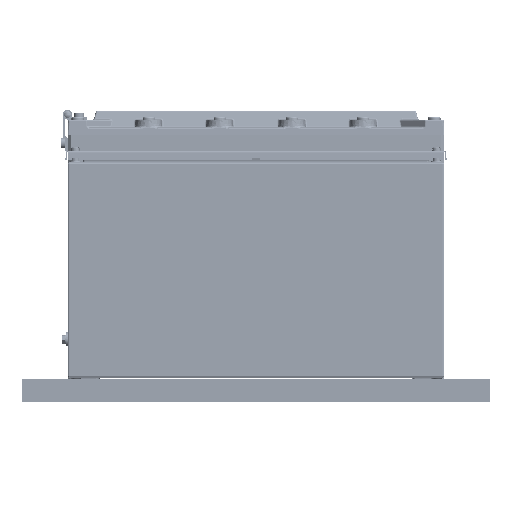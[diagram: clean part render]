
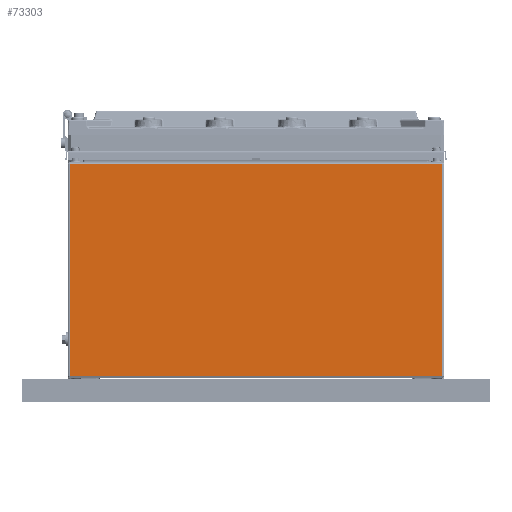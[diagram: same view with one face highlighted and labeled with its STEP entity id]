
A CAD part, front view. The second image highlights one B-rep face of the part: STEP entity #73303.
In plain terms, the highlighted face is planar.
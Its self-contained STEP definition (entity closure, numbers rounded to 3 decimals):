
#362 = EDGE_LOOP ( 'NONE', ( #31841, #72481, #39055, #54095 ) ) ;
#5550 = LINE ( 'NONE', #69522, #88738 ) ;
#7289 = LINE ( 'NONE', #60882, #71596 ) ;
#12548 = CARTESIAN_POINT ( 'NONE',  ( 237.5, 2.5, 180. ) ) ;
#12572 = DIRECTION ( 'NONE',  ( 1., 0., 0. ) ) ;
#16082 = CARTESIAN_POINT ( 'NONE',  ( -240., 274., 180. ) ) ;
#16423 = PLANE ( 'NONE',  #48998 ) ;
#21244 = DIRECTION ( 'NONE',  ( -1., 0., 0. ) ) ;
#25030 = CARTESIAN_POINT ( 'NONE',  ( -237.5, 274., 180. ) ) ;
#25470 = EDGE_CURVE ( 'NONE', #89127, #78887, #58204, .T. ) ;
#31094 = VERTEX_POINT ( 'NONE', #77873 ) ;
#31841 = ORIENTED_EDGE ( 'NONE', *, *, #67153, .T. ) ;
#38014 = EDGE_CURVE ( 'NONE', #31094, #89127, #5550, .T. ) ;
#39055 = ORIENTED_EDGE ( 'NONE', *, *, #38014, .T. ) ;
#41030 = DIRECTION ( 'NONE',  ( -1., 0., 0. ) ) ;
#48692 = DIRECTION ( 'NONE',  ( 0., 1., 0. ) ) ;
#48998 = AXIS2_PLACEMENT_3D ( 'NONE', #16082, #89313, #41030 ) ;
#50372 = DIRECTION ( 'NONE',  ( 0., -1., 0. ) ) ;
#53061 = FACE_OUTER_BOUND ( 'NONE', #362, .T. ) ;
#53942 = CARTESIAN_POINT ( 'NONE',  ( -237.5, 2.5, 180. ) ) ;
#54095 = ORIENTED_EDGE ( 'NONE', *, *, #25470, .T. ) ;
#58204 = LINE ( 'NONE', #25030, #79607 ) ;
#60882 = CARTESIAN_POINT ( 'NONE',  ( -240., 2.5, 180. ) ) ;
#62399 = CARTESIAN_POINT ( 'NONE',  ( -237.5, 271.5, 180. ) ) ;
#67153 = EDGE_CURVE ( 'NONE', #78887, #90296, #7289, .T. ) ;
#69522 = CARTESIAN_POINT ( 'NONE',  ( -240., 271.5, 180. ) ) ;
#70835 = EDGE_CURVE ( 'NONE', #90296, #31094, #97541, .T. ) ;
#71596 = VECTOR ( 'NONE', #12572, 1000. ) ;
#72481 = ORIENTED_EDGE ( 'NONE', *, *, #70835, .T. ) ;
#73064 = CARTESIAN_POINT ( 'NONE',  ( 237.5, 274., 180. ) ) ;
#73303 = ADVANCED_FACE ( 'NONE', ( #53061 ), #16423, .F. ) ;
#77873 = CARTESIAN_POINT ( 'NONE',  ( 237.5, 271.5, 180. ) ) ;
#78887 = VERTEX_POINT ( 'NONE', #53942 ) ;
#79607 = VECTOR ( 'NONE', #50372, 1000. ) ;
#88738 = VECTOR ( 'NONE', #21244, 1000. ) ;
#89127 = VERTEX_POINT ( 'NONE', #62399 ) ;
#89313 = DIRECTION ( 'NONE',  ( 0., 0., -1. ) ) ;
#90296 = VERTEX_POINT ( 'NONE', #12548 ) ;
#94979 = VECTOR ( 'NONE', #48692, 1000. ) ;
#97541 = LINE ( 'NONE', #73064, #94979 ) ;
